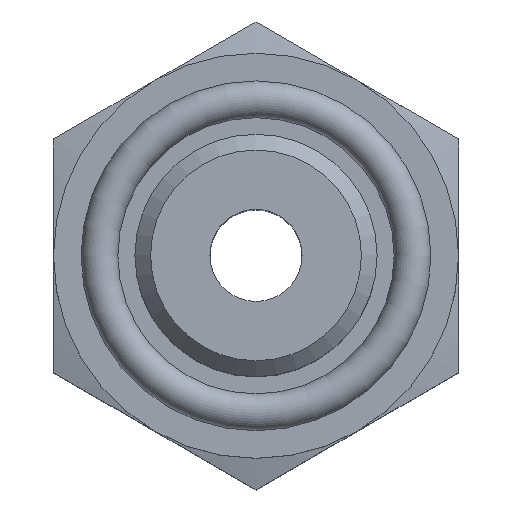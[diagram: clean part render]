
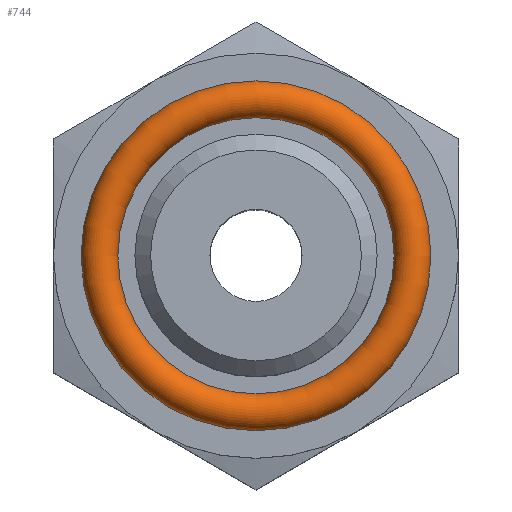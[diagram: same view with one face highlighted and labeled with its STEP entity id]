
A CAD part, top view. The second image highlights one B-rep face of the part: STEP entity #744.
In plain terms, the highlighted toroidal (fillet/blend) face has major radius 8.5 mm and minor radius 1 mm.
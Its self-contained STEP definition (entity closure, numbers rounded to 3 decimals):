
#32=TOROIDAL_SURFACE('',#812,8.5,1.);
#78=CIRCLE('',#811,9.5);
#79=CIRCLE('',#813,7.5);
#157=ORIENTED_EDGE('',*,*,#253,.T.);
#158=ORIENTED_EDGE('',*,*,#252,.F.);
#252=EDGE_CURVE('',#300,#300,#78,.T.);
#253=EDGE_CURVE('',#301,#301,#79,.T.);
#300=VERTEX_POINT('',#1155);
#301=VERTEX_POINT('',#1158);
#369=EDGE_LOOP('',(#157));
#370=EDGE_LOOP('',(#158));
#425=FACE_BOUND('',#369,.T.);
#426=FACE_BOUND('',#370,.T.);
#744=ADVANCED_FACE('',(#425,#426),#32,.T.);
#811=AXIS2_PLACEMENT_3D('',#1154,#931,#932);
#812=AXIS2_PLACEMENT_3D('',#1156,#933,#934);
#813=AXIS2_PLACEMENT_3D('',#1157,#935,#936);
#931=DIRECTION('',(0.,0.,-1.));
#932=DIRECTION('',(-1.,0.,0.));
#933=DIRECTION('',(0.,0.,-1.));
#934=DIRECTION('',(-1.,0.,0.));
#935=DIRECTION('',(0.,0.,-1.));
#936=DIRECTION('',(-1.,0.,0.));
#1154=CARTESIAN_POINT('',(0.,0.,-1.));
#1155=CARTESIAN_POINT('',(-9.5,0.,-1.));
#1156=CARTESIAN_POINT('',(0.,0.,-1.));
#1157=CARTESIAN_POINT('',(0.,0.,-1.));
#1158=CARTESIAN_POINT('',(-7.5,0.,-1.));
